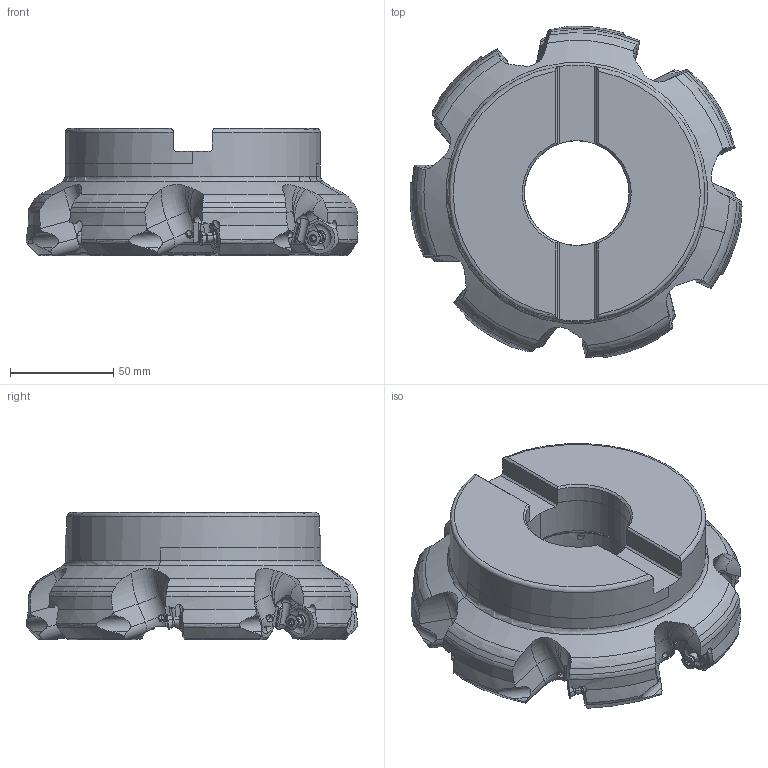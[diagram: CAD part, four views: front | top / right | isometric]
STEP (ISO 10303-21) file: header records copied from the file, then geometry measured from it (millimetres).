
FILE_DESCRIPTION((''),'2;1');
FILE_NAME('AHX640SUR0607FA_ASM','2021-08-20T14:27:44',('tlyw01'),('PTC Japan'),'CREO PARAMETRIC BY PTC INC, 2018500','CREO PARAMETRIC BY PTC INC, 2018500','');
FILE_SCHEMA(('AUTOMOTIVE_DESIGN { 1 0 10303 214 1 1 1 1 }'));
Products named in the file (9): AHX640SUR0607FA_1; AHX640SUR0607FA_2; AHX640SUR0607FA_3; AHX640SUR0607FA_4; AHX640SUR0607FA_5; AHX640SUR0607FA_6; AHX640SUR0607FA_7; AHX640SUR0607FA_8; AHX640SUR0607FA_ASM
Assembly tree (8 placements, depth 2):
  AHX640SUR0607FA_ASM
    AHX640SUR0607FA_1
    AHX640SUR0607FA_2
    AHX640SUR0607FA_3
    AHX640SUR0607FA_4
    AHX640SUR0607FA_5
    AHX640SUR0607FA_6
    AHX640SUR0607FA_7
    AHX640SUR0607FA_8
Bounding box: 161.11 x 160.96 x 61.71 mm (x, y, z)
Volume: 639162.7 mm3; surface area: 76466.3 mm2
Topology: 8 solids, 8 shells, 850 faces, 2553 edges, 1676 vertices
Faces by surface type: cylinder 327, cone 173, plane 160, torus 113, sphere 49, revolution 14, bspline 14
Entity records: 49259 total; most frequent: CARTESIAN_POINT 21849, ORIENTED_EDGE 4994, DIRECTION 3634, EDGE_CURVE 2497, VERTEX_POINT 1676, AXIS2_PLACEMENT_3D 1534, B_SPLINE_CURVE_WITH_KNOTS 1268, EDGE_LOOP 879
